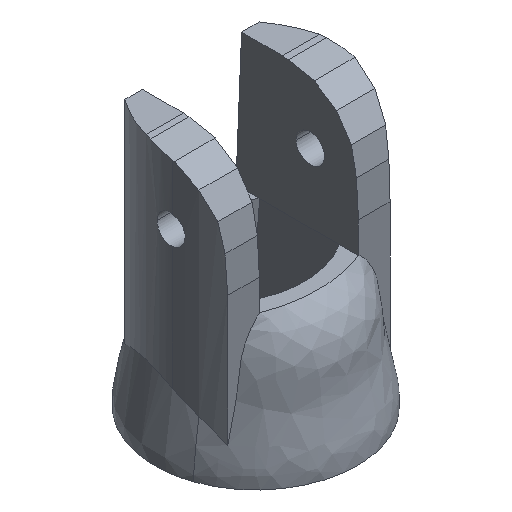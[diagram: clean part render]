
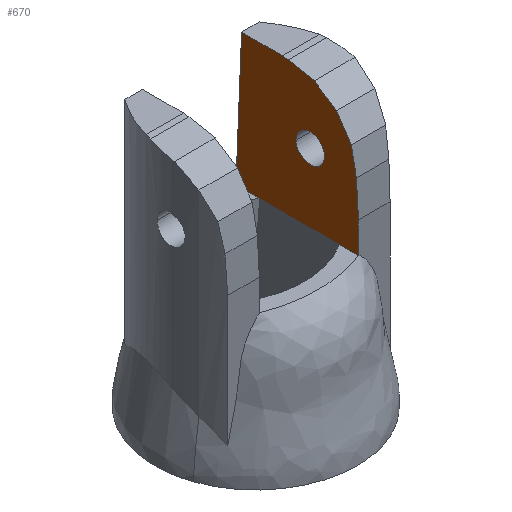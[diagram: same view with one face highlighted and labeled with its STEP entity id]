
A CAD part, isometric view. The second image highlights one B-rep face of the part: STEP entity #670.
In plain terms, the highlighted planar face has unit normal (-1, 0, 0).
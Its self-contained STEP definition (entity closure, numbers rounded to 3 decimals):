
#14 = ORIENTED_EDGE ( 'NONE', *, *, #98, .F. ) ;
#19 = CARTESIAN_POINT ( 'NONE',  ( -10.636, -10.366, 25.06 ) ) ;
#25 = VERTEX_POINT ( 'NONE', #1503 ) ;
#42 = VERTEX_POINT ( 'NONE', #471 ) ;
#51 = DIRECTION ( 'NONE',  ( -1., 0., 0. ) ) ;
#57 = CARTESIAN_POINT ( 'NONE',  ( -10.636, -7.396, 22.453 ) ) ;
#72 = VECTOR ( 'NONE', #1408, 1000. ) ;
#75 = CARTESIAN_POINT ( 'NONE',  ( -10.636, 2.336, 29.8 ) ) ;
#86 = EDGE_CURVE ( 'NONE', #356, #681, #1601, .T. ) ;
#98 = EDGE_CURVE ( 'NONE', #189, #1490, #1276, .T. ) ;
#110 = LINE ( 'NONE', #1843, #329 ) ;
#121 = EDGE_CURVE ( 'NONE', #1345, #452, #912, .T. ) ;
#179 = CARTESIAN_POINT ( 'NONE',  ( -10.636, -0.055, 14.8 ) ) ;
#182 = CARTESIAN_POINT ( 'NONE',  ( -10.636, 2.336, 29.8 ) ) ;
#183 = ORIENTED_EDGE ( 'NONE', *, *, #121, .F. ) ;
#189 = VERTEX_POINT ( 'NONE', #1402 ) ;
#210 = DIRECTION ( 'NONE',  ( 0., -1., 0. ) ) ;
#238 = LINE ( 'NONE', #1746, #72 ) ;
#264 = CARTESIAN_POINT ( 'NONE',  ( -10.636, -6.26, 29.16 ) ) ;
#285 = EDGE_LOOP ( 'NONE', ( #1644, #1120 ) ) ;
#306 = EDGE_CURVE ( 'NONE', #681, #25, #1128, .T. ) ;
#321 = DIRECTION ( 'NONE',  ( 0., -0.557, -0.83 ) ) ;
#329 = VECTOR ( 'NONE', #954, 1000. ) ;
#336 = EDGE_CURVE ( 'NONE', #996, #42, #238, .T. ) ;
#342 = CARTESIAN_POINT ( 'NONE',  ( -10.636, 1.804, 29.8 ) ) ;
#345 = DIRECTION ( 'NONE',  ( 0., 1., 0. ) ) ;
#346 = VECTOR ( 'NONE', #321, 1000. ) ;
#348 = EDGE_CURVE ( 'NONE', #771, #1267, #1795, .T. ) ;
#356 = VERTEX_POINT ( 'NONE', #665 ) ;
#370 = CARTESIAN_POINT ( 'NONE',  ( -10.636, -5.821, 22.453 ) ) ;
#401 = CARTESIAN_POINT ( 'NONE',  ( -10.636, -4.246, 22.453 ) ) ;
#452 = VERTEX_POINT ( 'NONE', #953 ) ;
#471 = CARTESIAN_POINT ( 'NONE',  ( -10.636, -9.044, 14.8 ) ) ;
#480 = DIRECTION ( 'NONE',  ( 0., -0.994, -0.108 ) ) ;
#497 = AXIS2_PLACEMENT_3D ( 'NONE', #370, #51, #1870 ) ;
#519 = EDGE_CURVE ( 'NONE', #1267, #771, #1348, .T. ) ;
#558 = CARTESIAN_POINT ( 'NONE',  ( -10.636, -10.944, 22.154 ) ) ;
#559 = VECTOR ( 'NONE', #1473, 1000. ) ;
#566 = DIRECTION ( 'NONE',  ( 0., 0., -1. ) ) ;
#619 = EDGE_CURVE ( 'NONE', #189, #1581, #1948, .T. ) ;
#621 = CARTESIAN_POINT ( 'NONE',  ( -10.636, -1.265, 14.8 ) ) ;
#665 = CARTESIAN_POINT ( 'NONE',  ( -10.636, -2.717, 29.8 ) ) ;
#670 = ADVANCED_FACE ( 'NONE', ( #761, #1225 ), #864, .F. ) ;
#681 = VERTEX_POINT ( 'NONE', #1894 ) ;
#718 = DIRECTION ( 'NONE',  ( 0., -0.057, -0.998 ) ) ;
#737 = VECTOR ( 'NONE', #819, 1000. ) ;
#761 = FACE_BOUND ( 'NONE', #285, .T. ) ;
#771 = VERTEX_POINT ( 'NONE', #57 ) ;
#819 = DIRECTION ( 'NONE',  ( 0., -0.981, -0.193 ) ) ;
#846 = CARTESIAN_POINT ( 'NONE',  ( -10.636, -5.821, 22.453 ) ) ;
#847 = ORIENTED_EDGE ( 'NONE', *, *, #1294, .F. ) ;
#855 = DIRECTION ( 'NONE',  ( 1., 0., 0. ) ) ;
#859 = CARTESIAN_POINT ( 'NONE',  ( -10.636, 2.336, 29.8 ) ) ;
#864 = PLANE ( 'NONE',  #1649 ) ;
#874 = CARTESIAN_POINT ( 'NONE',  ( -10.636, -11.166, 18.241 ) ) ;
#886 = VECTOR ( 'NONE', #1521, 1000. ) ;
#895 = CARTESIAN_POINT ( 'NONE',  ( -10.636, 1.804, 29.8 ) ) ;
#903 = LINE ( 'NONE', #558, #1343 ) ;
#912 = LINE ( 'NONE', #1254, #346 ) ;
#915 = CARTESIAN_POINT ( 'NONE',  ( -10.636, 2.336, 14.8 ) ) ;
#917 = VECTOR ( 'NONE', #345, 1000. ) ;
#945 = ORIENTED_EDGE ( 'NONE', *, *, #1701, .F. ) ;
#953 = CARTESIAN_POINT ( 'NONE',  ( -10.636, -10.366, 25.06 ) ) ;
#954 = DIRECTION ( 'NONE',  ( 0., 1., 0. ) ) ;
#984 = CARTESIAN_POINT ( 'NONE',  ( -10.636, -3.36, 29.73 ) ) ;
#996 = VERTEX_POINT ( 'NONE', #1854 ) ;
#1008 = ORIENTED_EDGE ( 'NONE', *, *, #1956, .F. ) ;
#1015 = VERTEX_POINT ( 'NONE', #179 ) ;
#1031 = ORIENTED_EDGE ( 'NONE', *, *, #1674, .F. ) ;
#1053 = VERTEX_POINT ( 'NONE', #1286 ) ;
#1070 = VECTOR ( 'NONE', #210, 1000. ) ;
#1120 = ORIENTED_EDGE ( 'NONE', *, *, #519, .F. ) ;
#1128 = LINE ( 'NONE', #984, #737 ) ;
#1161 = EDGE_CURVE ( 'NONE', #25, #1345, #1874, .T. ) ;
#1193 = EDGE_CURVE ( 'NONE', #1974, #996, #1398, .T. ) ;
#1224 = ORIENTED_EDGE ( 'NONE', *, *, #86, .F. ) ;
#1225 = FACE_OUTER_BOUND ( 'NONE', #1438, .T. ) ;
#1251 = DIRECTION ( 'NONE',  ( 0., -0.195, -0.981 ) ) ;
#1254 = CARTESIAN_POINT ( 'NONE',  ( -10.636, -8.722, 27.51 ) ) ;
#1267 = VERTEX_POINT ( 'NONE', #401 ) ;
#1276 = LINE ( 'NONE', #342, #886 ) ;
#1286 = CARTESIAN_POINT ( 'NONE',  ( -10.636, -10.944, 22.154 ) ) ;
#1290 = ORIENTED_EDGE ( 'NONE', *, *, #1704, .F. ) ;
#1294 = EDGE_CURVE ( 'NONE', #1490, #356, #1377, .T. ) ;
#1314 = AXIS2_PLACEMENT_3D ( 'NONE', #846, #1768, #1434 ) ;
#1316 = LINE ( 'NONE', #621, #917 ) ;
#1343 = VECTOR ( 'NONE', #718, 1000. ) ;
#1345 = VERTEX_POINT ( 'NONE', #1427 ) ;
#1346 = ORIENTED_EDGE ( 'NONE', *, *, #1161, .F. ) ;
#1348 = CIRCLE ( 'NONE', #497, 1.575 ) ;
#1377 = LINE ( 'NONE', #859, #1070 ) ;
#1398 = LINE ( 'NONE', #1616, #1509 ) ;
#1402 = CARTESIAN_POINT ( 'NONE',  ( -10.636, 2.336, 17.081 ) ) ;
#1408 = DIRECTION ( 'NONE',  ( 0., 1., 0. ) ) ;
#1423 = DIRECTION ( 'NONE',  ( 0., 0., -1. ) ) ;
#1427 = CARTESIAN_POINT ( 'NONE',  ( -10.636, -8.722, 27.51 ) ) ;
#1434 = DIRECTION ( 'NONE',  ( 0., -1., 0. ) ) ;
#1438 = EDGE_LOOP ( 'NONE', ( #847, #14, #1833, #945, #1031, #1770, #1481, #1008, #1290, #183, #1346, #1621, #1224 ) ) ;
#1471 = LINE ( 'NONE', #19, #1742 ) ;
#1473 = DIRECTION ( 'NONE',  ( 0., -0.831, -0.557 ) ) ;
#1481 = ORIENTED_EDGE ( 'NONE', *, *, #1193, .F. ) ;
#1490 = VERTEX_POINT ( 'NONE', #895 ) ;
#1503 = CARTESIAN_POINT ( 'NONE',  ( -10.636, -6.26, 29.16 ) ) ;
#1507 = CARTESIAN_POINT ( 'NONE',  ( -10.636, -2.717, 29.8 ) ) ;
#1509 = VECTOR ( 'NONE', #566, 1000. ) ;
#1519 = VECTOR ( 'NONE', #1423, 1000. ) ;
#1521 = DIRECTION ( 'NONE',  ( 0., -0.042, 0.999 ) ) ;
#1580 = DIRECTION ( 'NONE',  ( 0., 1., 0. ) ) ;
#1581 = VERTEX_POINT ( 'NONE', #915 ) ;
#1601 = LINE ( 'NONE', #1507, #1952 ) ;
#1616 = CARTESIAN_POINT ( 'NONE',  ( -10.636, -11.166, 29.8 ) ) ;
#1621 = ORIENTED_EDGE ( 'NONE', *, *, #306, .F. ) ;
#1644 = ORIENTED_EDGE ( 'NONE', *, *, #348, .F. ) ;
#1649 = AXIS2_PLACEMENT_3D ( 'NONE', #75, #855, #1580 ) ;
#1674 = EDGE_CURVE ( 'NONE', #42, #1015, #1316, .T. ) ;
#1701 = EDGE_CURVE ( 'NONE', #1015, #1581, #110, .T. ) ;
#1704 = EDGE_CURVE ( 'NONE', #452, #1053, #1471, .T. ) ;
#1742 = VECTOR ( 'NONE', #1251, 1000. ) ;
#1746 = CARTESIAN_POINT ( 'NONE',  ( -10.636, -1.265, 14.8 ) ) ;
#1768 = DIRECTION ( 'NONE',  ( -1., 0., 0. ) ) ;
#1770 = ORIENTED_EDGE ( 'NONE', *, *, #336, .F. ) ;
#1795 = CIRCLE ( 'NONE', #1314, 1.575 ) ;
#1833 = ORIENTED_EDGE ( 'NONE', *, *, #619, .T. ) ;
#1843 = CARTESIAN_POINT ( 'NONE',  ( -10.636, -1.265, 14.8 ) ) ;
#1854 = CARTESIAN_POINT ( 'NONE',  ( -10.636, -11.166, 14.8 ) ) ;
#1870 = DIRECTION ( 'NONE',  ( 0., -1., 0. ) ) ;
#1874 = LINE ( 'NONE', #264, #559 ) ;
#1894 = CARTESIAN_POINT ( 'NONE',  ( -10.636, -3.36, 29.73 ) ) ;
#1948 = LINE ( 'NONE', #182, #1519 ) ;
#1952 = VECTOR ( 'NONE', #480, 1000. ) ;
#1956 = EDGE_CURVE ( 'NONE', #1053, #1974, #903, .T. ) ;
#1974 = VERTEX_POINT ( 'NONE', #874 ) ;
